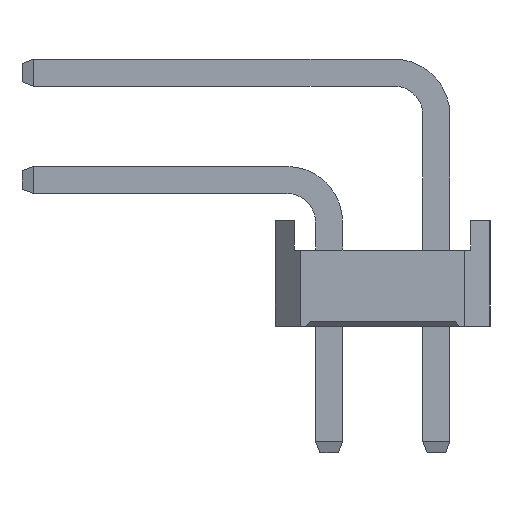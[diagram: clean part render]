
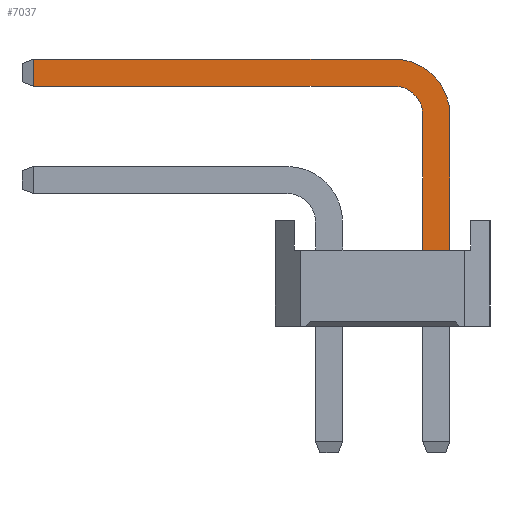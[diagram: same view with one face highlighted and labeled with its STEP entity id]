
A CAD part, left-side view. The second image highlights one B-rep face of the part: STEP entity #7037.
In plain terms, the highlighted planar face has unit normal (-1, 0, 0).
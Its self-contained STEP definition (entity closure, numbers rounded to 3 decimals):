
#7037=ADVANCED_FACE('',(#22858),#22860,.T.);
#22858=FACE_BOUND('',#22859,.T.);
#22859=EDGE_LOOP('',(#35343,#35344,#35345,#35346,#35347,#35348,#35349,#35350));
#22860=PLANE('',#22861);
#22861=AXIS2_PLACEMENT_3D('',#22862,#22863,#22864);
#22862=CARTESIAN_POINT('',(-0.32,-2.22,-3.));
#22863=DIRECTION('',(-1.,0.,0.));
#22864=DIRECTION('',(0.,-1.,0.));
#35343=ORIENTED_EDGE('',*,*,#42978,.F.);
#35344=ORIENTED_EDGE('',*,*,#42979,.F.);
#35345=ORIENTED_EDGE('',*,*,#42980,.F.);
#35346=ORIENTED_EDGE('',*,*,#42981,.F.);
#35347=ORIENTED_EDGE('',*,*,#40977,.T.);
#35348=ORIENTED_EDGE('',*,*,#42977,.T.);
#35349=ORIENTED_EDGE('',*,*,#42982,.T.);
#35350=ORIENTED_EDGE('',*,*,#42983,.T.);
#40977=EDGE_CURVE('',#46574,#46572,#46575,.T.);
#42977=EDGE_CURVE('',#46572,#49732,#49734,.T.);
#42978=EDGE_CURVE('',#49735,#49736,#49737,.T.);
#42979=EDGE_CURVE('',#49738,#49735,#49739,.T.);
#42980=EDGE_CURVE('',#49740,#49738,#49741,.T.);
#42981=EDGE_CURVE('',#46574,#49740,#49742,.T.);
#42982=EDGE_CURVE('',#49732,#49743,#49744,.T.);
#42983=EDGE_CURVE('',#49743,#49736,#49745,.T.);
#46572=VERTEX_POINT('',#56028);
#46574=VERTEX_POINT('',#56032);
#46575=LINE('',#56033,#56034);
#49732=VERTEX_POINT('',#63318);
#49734=LINE('',#63322,#63323);
#49735=VERTEX_POINT('',#63325);
#49736=VERTEX_POINT('',#63326);
#49737=LINE('',#63327,#63328);
#49738=VERTEX_POINT('',#63330);
#49739=LINE('',#63331,#63332);
#49740=VERTEX_POINT('',#63334);
#49741=CIRCLE('',#63335,0.68);
#49742=LINE('',#63339,#63340);
#49743=VERTEX_POINT('',#63342);
#49744=CIRCLE('',#63343,1.32);
#49745=LINE('',#63347,#63348);
#56028=CARTESIAN_POINT('',(-0.32,-2.86,1.8));
#56032=CARTESIAN_POINT('',(-0.32,-2.22,1.8));
#56033=CARTESIAN_POINT('',(-0.32,-2.22,1.8));
#56034=VECTOR('',#56035,1.);
#56035=DIRECTION('',(0.,-1.,0.));
#63318=CARTESIAN_POINT('',(-0.32,-2.86,5.));
#63322=CARTESIAN_POINT('',(-0.32,-2.86,1.8));
#63323=VECTOR('',#63324,1.);
#63324=DIRECTION('',(0.,0.,1.));
#63325=CARTESIAN_POINT('',(-0.32,6.995,5.68));
#63326=CARTESIAN_POINT('',(-0.32,6.995,6.32));
#63327=CARTESIAN_POINT('',(-0.32,6.995,5.68));
#63328=VECTOR('',#63329,1.);
#63329=DIRECTION('',(0.,0.,1.));
#63330=CARTESIAN_POINT('',(-0.32,-1.54,5.68));
#63331=CARTESIAN_POINT('',(-0.32,-1.54,5.68));
#63332=VECTOR('',#63333,1.);
#63333=DIRECTION('',(0.,1.,0.));
#63334=CARTESIAN_POINT('',(-0.32,-2.22,5.));
#63335=AXIS2_PLACEMENT_3D('',#63336,#63337,#63338);
#63336=CARTESIAN_POINT('',(-0.32,-1.54,5.));
#63337=DIRECTION('',(-1.,-0.,0.));
#63338=DIRECTION('',(0.,-1.,0.));
#63339=CARTESIAN_POINT('',(-0.32,-2.22,1.8));
#63340=VECTOR('',#63341,1.);
#63341=DIRECTION('',(0.,0.,1.));
#63342=CARTESIAN_POINT('',(-0.32,-1.54,6.32));
#63343=AXIS2_PLACEMENT_3D('',#63344,#63345,#63346);
#63344=CARTESIAN_POINT('',(-0.32,-1.54,5.));
#63345=DIRECTION('',(-1.,-0.,0.));
#63346=DIRECTION('',(0.,-1.,0.));
#63347=CARTESIAN_POINT('',(-0.32,-1.54,6.32));
#63348=VECTOR('',#63349,1.);
#63349=DIRECTION('',(0.,1.,0.));
